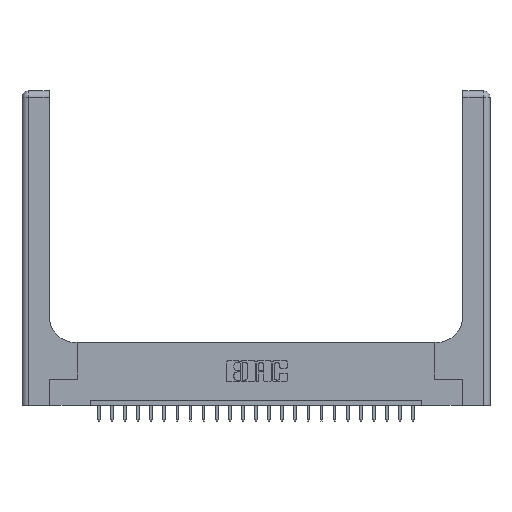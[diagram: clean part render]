
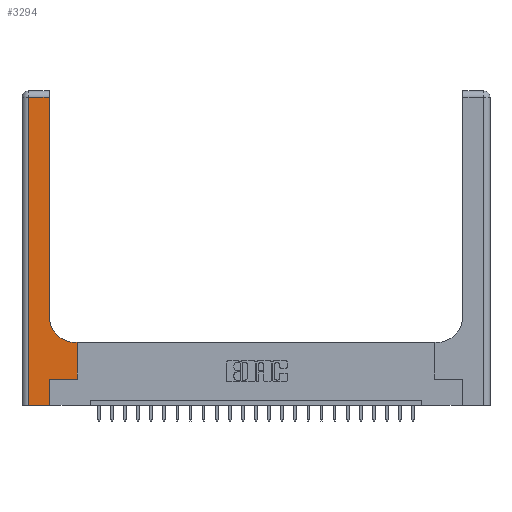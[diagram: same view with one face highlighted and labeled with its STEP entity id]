
A CAD part, top view. The second image highlights one B-rep face of the part: STEP entity #3294.
In plain terms, the highlighted planar face has unit normal (0, 0, 1).
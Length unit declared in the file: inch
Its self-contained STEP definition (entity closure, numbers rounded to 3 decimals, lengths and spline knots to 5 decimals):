
#129 = CARTESIAN_POINT ( 'NONE',  ( 0.528, 0.25, 0.37 ) ) ;
#389 = PLANE ( 'NONE',  #7022 ) ;
#620 = CARTESIAN_POINT ( 'NONE',  ( 0.06, 2.94, 0.37 ) ) ;
#647 = CARTESIAN_POINT ( 'NONE',  ( 0.26, 2.94, 0.37 ) ) ;
#669 = EDGE_CURVE ( 'NONE', #8752, #3552, #7613, .T. ) ;
#675 = ORIENTED_EDGE ( 'NONE', *, *, #6886, .T. ) ;
#1325 = AXIS2_PLACEMENT_3D ( 'NONE', #2527, #2448, #6014 ) ;
#1398 = DIRECTION ( 'NONE',  ( 0., 1., 0. ) ) ;
#1473 = VECTOR ( 'NONE', #11882, 39.37008 ) ;
#1504 = EDGE_CURVE ( 'NONE', #7295, #7653, #5886, .T. ) ;
#2342 = EDGE_CURVE ( 'NONE', #3552, #22972, #13731, .T. ) ;
#2448 = DIRECTION ( 'NONE',  ( 0., 0., -1. ) ) ;
#2527 = CARTESIAN_POINT ( 'NONE',  ( 0.51, 0.85, 0.37 ) ) ;
#2544 = CARTESIAN_POINT ( 'NONE',  ( 0.528, 0.6, 0.37 ) ) ;
#2672 = ORIENTED_EDGE ( 'NONE', *, *, #21712, .T. ) ;
#2984 = CARTESIAN_POINT ( 'NONE',  ( 0.265, 0., 0.37 ) ) ;
#3288 = VECTOR ( 'NONE', #22917, 39.37008 ) ;
#3294 = ADVANCED_FACE ( 'NONE', ( #12060 ), #389, .F. ) ;
#3335 = DIRECTION ( 'NONE',  ( 1., 0., 0. ) ) ;
#3373 = ORIENTED_EDGE ( 'NONE', *, *, #1504, .T. ) ;
#3552 = VERTEX_POINT ( 'NONE', #2544 ) ;
#3676 = VERTEX_POINT ( 'NONE', #19385 ) ;
#5187 = DIRECTION ( 'NONE',  ( 0., 0., -1. ) ) ;
#5194 = EDGE_CURVE ( 'NONE', #3676, #7295, #12806, .T. ) ;
#5886 = LINE ( 'NONE', #2984, #8117 ) ;
#6014 = DIRECTION ( 'NONE',  ( 1., 0., 0. ) ) ;
#6285 = ORIENTED_EDGE ( 'NONE', *, *, #2342, .T. ) ;
#6886 = EDGE_CURVE ( 'NONE', #22972, #13078, #17939, .T. ) ;
#6901 = VECTOR ( 'NONE', #14436, 39.37008 ) ;
#7022 = AXIS2_PLACEMENT_3D ( 'NONE', #19251, #5187, #21189 ) ;
#7295 = VERTEX_POINT ( 'NONE', #13970 ) ;
#7613 = LINE ( 'NONE', #22407, #15918 ) ;
#7653 = VERTEX_POINT ( 'NONE', #11024 ) ;
#8117 = VECTOR ( 'NONE', #22578, 39.37008 ) ;
#8752 = VERTEX_POINT ( 'NONE', #129 ) ;
#9170 = CARTESIAN_POINT ( 'NONE',  ( 0.26, 3., 0.37 ) ) ;
#9995 = VERTEX_POINT ( 'NONE', #647 ) ;
#11024 = CARTESIAN_POINT ( 'NONE',  ( 0.265, 0.25, 0.37 ) ) ;
#11683 = CARTESIAN_POINT ( 'NONE',  ( 0.26, 0.85, 0.37 ) ) ;
#11882 = DIRECTION ( 'NONE',  ( 0., -1., 0. ) ) ;
#12060 = FACE_OUTER_BOUND ( 'NONE', #13095, .T. ) ;
#12258 = CARTESIAN_POINT ( 'NONE',  ( 0., 2.94, 0.37 ) ) ;
#12310 = LINE ( 'NONE', #13952, #19199 ) ;
#12806 = LINE ( 'NONE', #21120, #3288 ) ;
#12893 = VECTOR ( 'NONE', #19520, 39.37008 ) ;
#12999 = ORIENTED_EDGE ( 'NONE', *, *, #17825, .T. ) ;
#13078 = VERTEX_POINT ( 'NONE', #11683 ) ;
#13095 = EDGE_LOOP ( 'NONE', ( #14860, #17180, #2672, #15195, #3373, #12999, #18065, #6285, #675 ) ) ;
#13423 = CARTESIAN_POINT ( 'NONE',  ( 0.06, 3., 0.37 ) ) ;
#13731 = LINE ( 'NONE', #15982, #12893 ) ;
#13952 = CARTESIAN_POINT ( 'NONE',  ( 0.265, 0.25, 0.37 ) ) ;
#13970 = CARTESIAN_POINT ( 'NONE',  ( 0.265, 0., 0.37 ) ) ;
#14436 = DIRECTION ( 'NONE',  ( 0., 1., 0. ) ) ;
#14860 = ORIENTED_EDGE ( 'NONE', *, *, #20316, .T. ) ;
#15195 = ORIENTED_EDGE ( 'NONE', *, *, #5194, .T. ) ;
#15647 = DIRECTION ( 'NONE',  ( -1., 0., 0. ) ) ;
#15918 = VECTOR ( 'NONE', #1398, 39.37008 ) ;
#15982 = CARTESIAN_POINT ( 'NONE',  ( 0.26, 0.6, 0.37 ) ) ;
#16779 = EDGE_CURVE ( 'NONE', #9995, #21051, #22331, .T. ) ;
#17180 = ORIENTED_EDGE ( 'NONE', *, *, #16779, .T. ) ;
#17419 = LINE ( 'NONE', #9170, #6901 ) ;
#17644 = LINE ( 'NONE', #13423, #1473 ) ;
#17825 = EDGE_CURVE ( 'NONE', #7653, #8752, #12310, .T. ) ;
#17939 = CIRCLE ( 'NONE', #1325, 0.25 ) ;
#18065 = ORIENTED_EDGE ( 'NONE', *, *, #669, .T. ) ;
#19199 = VECTOR ( 'NONE', #3335, 39.37008 ) ;
#19251 = CARTESIAN_POINT ( 'NONE',  ( 0., 3., 0.37 ) ) ;
#19385 = CARTESIAN_POINT ( 'NONE',  ( 0.06, 0., 0.37 ) ) ;
#19520 = DIRECTION ( 'NONE',  ( -1., 0., 0. ) ) ;
#20316 = EDGE_CURVE ( 'NONE', #13078, #9995, #17419, .T. ) ;
#21051 = VERTEX_POINT ( 'NONE', #620 ) ;
#21120 = CARTESIAN_POINT ( 'NONE',  ( 0., 0., 0.37 ) ) ;
#21189 = DIRECTION ( 'NONE',  ( -1., 0., 0. ) ) ;
#21358 = CARTESIAN_POINT ( 'NONE',  ( 0.51, 0.6, 0.37 ) ) ;
#21712 = EDGE_CURVE ( 'NONE', #21051, #3676, #17644, .T. ) ;
#21768 = VECTOR ( 'NONE', #15647, 39.37008 ) ;
#22331 = LINE ( 'NONE', #12258, #21768 ) ;
#22407 = CARTESIAN_POINT ( 'NONE',  ( 0.528, 0.25, 0.37 ) ) ;
#22578 = DIRECTION ( 'NONE',  ( 0., 1., 0. ) ) ;
#22917 = DIRECTION ( 'NONE',  ( 1., 0., 0. ) ) ;
#22972 = VERTEX_POINT ( 'NONE', #21358 ) ;
